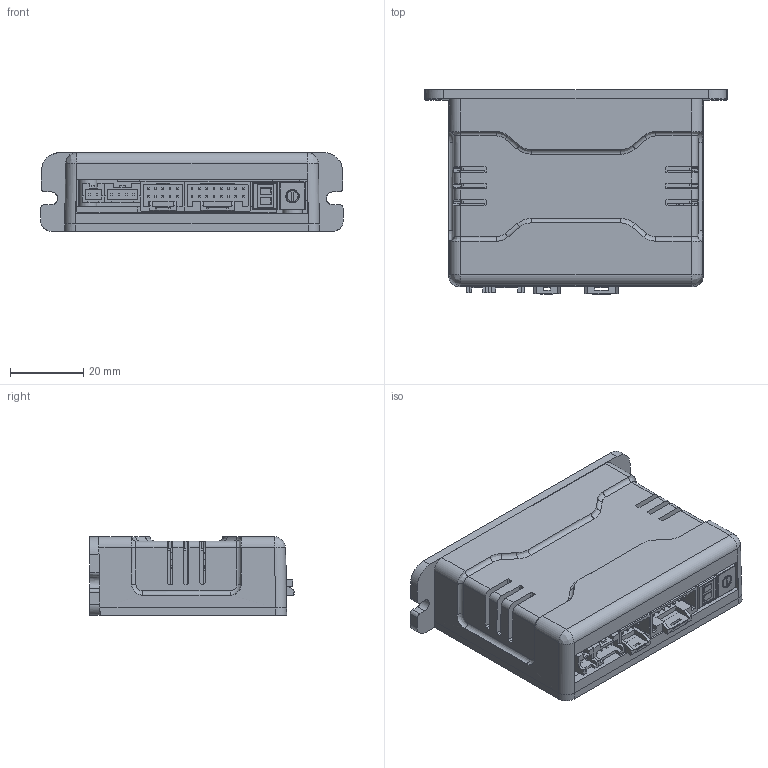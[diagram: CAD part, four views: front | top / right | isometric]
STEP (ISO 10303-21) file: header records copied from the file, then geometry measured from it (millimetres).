
FILE_DESCRIPTION (( 'STEP AP203' ), '1' );
FILE_NAME ('EzI-STEP (PLUS-R) MINI.STEP', '2014-01-23T05:38:53', ( '' ), ( '' ), 'SwSTEP 2.0', 'SolidWorks 2012', '' );
FILE_SCHEMA (( 'CONFIG_CONTROL_DESIGN' ));
Length unit declared in the file: millimetre
Products named in the file (18): EzI-STEP (PLUS-R) MINI; TRM_SRF_2; EZI-SERVO_MINI.1__M3-L18; EZI-SERVO_MINI.1__M3-L10; Ezi-SERVO_MINI_AllCATPart; EZI-SERVO_MINI.1__CONNECTOR PCB; EZI-SERVO_MINI.1__MAIN PCB; EZI-SERVO_MINI.1__CASE_LOWER; EZI-SERVO_MINI.1__CSAE_UPPER; _X2_D30CD2B8_X0_53; _X2_D30CD2B8_X0_54; MSBR_2; TRM_SRF; MSBR; _X2_D30CD2B8_X0_94_2; _X2_D30CD2B8_X0_94; _X2_D30CD2B8_X0_96; _X2_D30CD2B8_X0_99
Assembly tree (17 placements, depth 2):
  EzI-STEP (PLUS-R) MINI
    _X2_D30CD2B8_X0_99
    _X2_D30CD2B8_X0_96
    _X2_D30CD2B8_X0_94
    _X2_D30CD2B8_X0_94_2
    MSBR
    TRM_SRF
    MSBR_2
    _X2_D30CD2B8_X0_54
    _X2_D30CD2B8_X0_53
    EZI-SERVO_MINI.1__CSAE_UPPER
    EZI-SERVO_MINI.1__CASE_LOWER
    EZI-SERVO_MINI.1__MAIN PCB
    EZI-SERVO_MINI.1__CONNECTOR PCB
    Ezi-SERVO_MINI_AllCATPart
    EZI-SERVO_MINI.1__M3-L10
    EZI-SERVO_MINI.1__M3-L18
    TRM_SRF_2
Bounding box: 82.84 x 56.07 x 21.5 mm (x, y, z)
Volume: 36188.8 mm3; surface area: 39980 mm2
Topology: 15 solids, 18 shells, 1895 faces, 4844 edges, 3062 vertices
Faces by surface type: plane 1424, cylinder 336, bspline 109, cone 22, torus 4
Entity records: 63216 total; most frequent: CARTESIAN_POINT 16735, ORIENTED_EDGE 9587, DIRECTION 8375, EDGE_CURVE 4824, VECTOR 3929, LINE 3929, VERTEX_POINT 3064, AXIS2_PLACEMENT_3D 2223
